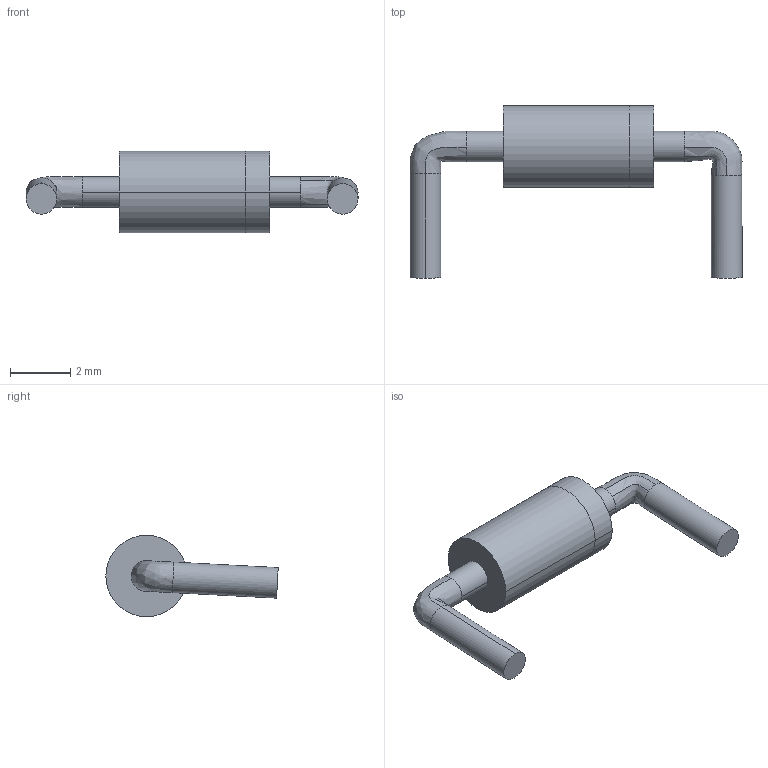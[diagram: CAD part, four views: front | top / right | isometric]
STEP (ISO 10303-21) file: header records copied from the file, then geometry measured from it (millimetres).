
FILE_DESCRIPTION (( 'STEP AP214' ), '1' );
FILE_NAME ('AssemDiode1N4007STEP.STEP', '2019-06-07T11:51:25', ( '' ), ( '' ), 'SwSTEP 2.0', 'SolidWorks 2016', '' );
FILE_SCHEMA (( 'AUTOMOTIVE_DESIGN' ));
Length unit declared in the file: millimetre
Products named in the file (3): 1N4007DiodeBody; AssemDiode1N4007STEP; 1N4007DiodeLeg
Assembly tree (2 placements, depth 2):
  AssemDiode1N4007STEP
    1N4007DiodeBody
    1N4007DiodeLeg
Bounding box: 11.02 x 5.72 x 2.7 mm (x, y, z)
Volume: 39.3 mm3; surface area: 142.3 mm2
Topology: 3 solids, 3 shells, 28 faces, 61 edges, 40 vertices
Faces by surface type: cylinder 16, plane 7, bspline 5
Entity records: 1489 total; most frequent: CARTESIAN_POINT 705, DIRECTION 132, ORIENTED_EDGE 122, EDGE_CURVE 61, AXIS2_PLACEMENT_3D 58, VERTEX_POINT 40, EDGE_LOOP 33, CIRCLE 30
